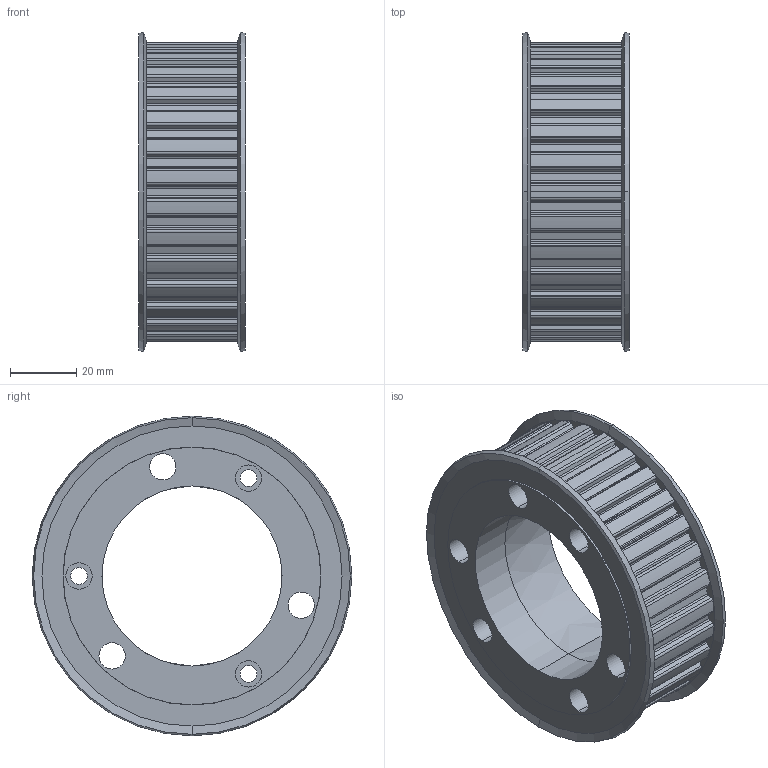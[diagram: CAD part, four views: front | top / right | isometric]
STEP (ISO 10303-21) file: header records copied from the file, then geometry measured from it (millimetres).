
FILE_DESCRIPTION (( 'STEP AP214' ), '1' );
FILE_NAME ('SQD30L100AF-SDS.step', '2019-07-30T20:07:43', ( '' ), ( '' ), 'SwSTEP 2.0', 'SolidWorks 2018', '' );
FILE_SCHEMA (( 'AUTOMOTIVE_DESIGN' ));
Length unit declared in the file: inch
Products named in the file (1): SQD30L100AF-SDS
Bounding box: 32.13 x 96.52 x 96.52 mm (x, y, z)
Volume: 114675.1 mm3; surface area: 33855.3 mm2
Topology: 1 solids, 1 shells, 318 faces, 911 edges, 604 vertices
Faces by surface type: cylinder 203, plane 101, cone 14
Entity records: 11011 total; most frequent: DIRECTION 1973, CARTESIAN_POINT 1834, ORIENTED_EDGE 1822, EDGE_CURVE 911, AXIS2_PLACEMENT_3D 743, VERTEX_POINT 604, VECTOR 487, LINE 487
